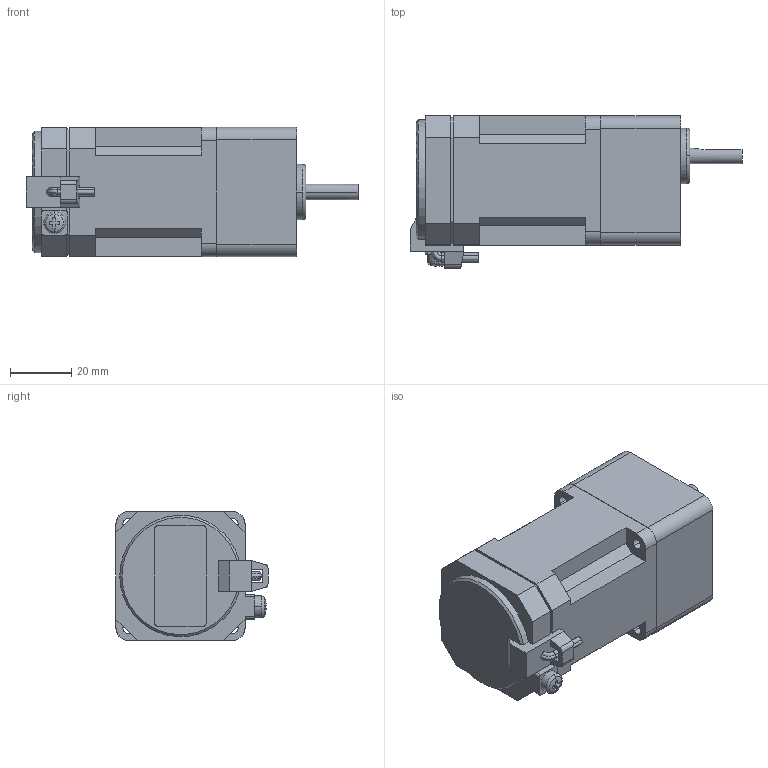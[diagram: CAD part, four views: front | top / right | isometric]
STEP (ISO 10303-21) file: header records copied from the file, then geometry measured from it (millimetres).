
FILE_DESCRIPTION( ( '' ), '1' );
FILE_NAME( '0IK1GN.stp', '2008-07-10T09:53:12', ( '' ), ( '' ), ' ', ' ', ' ' );
FILE_SCHEMA( ( 'CONFIG_CONTROL_DESIGN' ) );
Length unit declared in the file: millimetre
Products named in the file (2): 1; 2
Bounding box: 108 x 49.5 x 42 mm (x, y, z)
Volume: 136212.4 mm3; surface area: 24113.7 mm2
Topology: 2 solids, 2 shells, 175 faces, 479 edges, 315 vertices
Faces by surface type: plane 106, cylinder 55, torus 12, cone 2
Entity records: 5710 total; most frequent: CARTESIAN_POINT 1035, DIRECTION 964, ORIENTED_EDGE 958, EDGE_CURVE 479, AXIS2_PLACEMENT_3D 324, LINE 316, VECTOR 316, VERTEX_POINT 315
